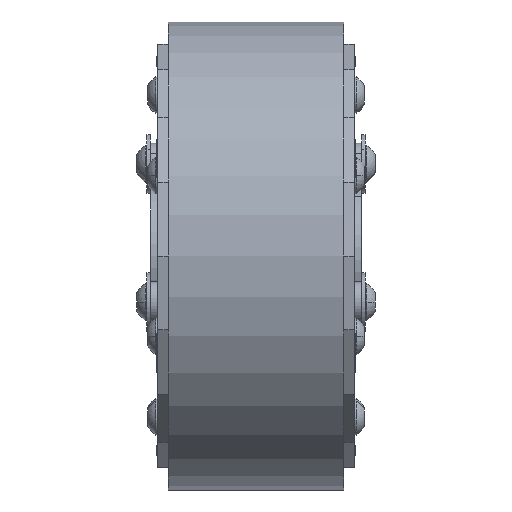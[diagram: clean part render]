
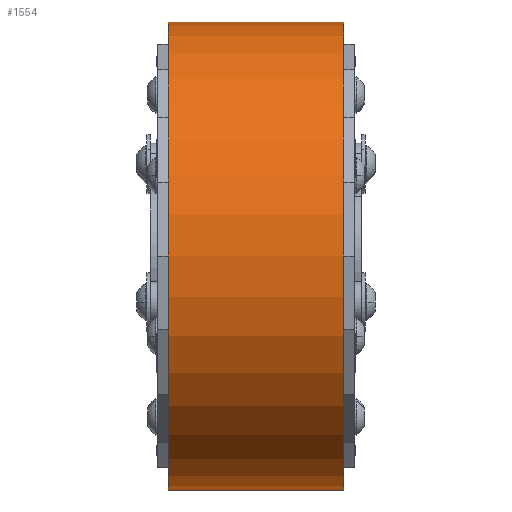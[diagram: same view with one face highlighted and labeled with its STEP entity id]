
A CAD part, left-side view. The second image highlights one B-rep face of the part: STEP entity #1554.
In plain terms, the highlighted cylindrical face has radius 50.8 mm (diameter 101.6 mm), a partial arc.
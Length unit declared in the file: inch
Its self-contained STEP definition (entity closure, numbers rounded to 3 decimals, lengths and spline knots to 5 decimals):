
#1531 = EDGE_CURVE ( 'NONE', #1574, #1536, #5378, .T. ) ;
#1536 = VERTEX_POINT ( 'NONE', #5600 ) ;
#1537 = EDGE_CURVE ( 'NONE', #1574, #1573, #5599, .T. ) ;
#1546 = EDGE_LOOP ( 'NONE', ( #1555, #1556, #1552, #1553 ) ) ;
#1552 = ORIENTED_EDGE ( 'NONE', *, *, #1531, .T. ) ;
#1553 = ORIENTED_EDGE ( 'NONE', *, *, #1569, .T. ) ;
#1554 = ADVANCED_FACE ( 'NONE', ( #5571 ), #5573, .T. ) ;
#1555 = ORIENTED_EDGE ( 'NONE', *, *, #1566, .F. ) ;
#1556 = ORIENTED_EDGE ( 'NONE', *, *, #1537, .F. ) ;
#1566 = EDGE_CURVE ( 'NONE', #1573, #1567, #5544, .T. ) ;
#1567 = VERTEX_POINT ( 'NONE', #5540 ) ;
#1569 = EDGE_CURVE ( 'NONE', #1536, #1567, #5539, .T. ) ;
#1573 = VERTEX_POINT ( 'NONE', #5534 ) ;
#1574 = VERTEX_POINT ( 'NONE', #5533 ) ;
#5377 = CARTESIAN_POINT ( 'NONE',  ( 0., 0.75, -2. ) ) ;
#5378 = LINE ( 'NONE', #5377, #5577 ) ;
#5402 = DIRECTION ( 'NONE',  ( 0., 0., -1. ) ) ;
#5403 = DIRECTION ( 'NONE',  ( 0., -1., 0. ) ) ;
#5533 = CARTESIAN_POINT ( 'NONE',  ( 0., 0.75, -2. ) ) ;
#5534 = CARTESIAN_POINT ( 'NONE',  ( 0., 0.75, 2. ) ) ;
#5535 = DIRECTION ( 'NONE',  ( 0., 0., 1. ) ) ;
#5536 = DIRECTION ( 'NONE',  ( 0., 1., 0. ) ) ;
#5537 = CARTESIAN_POINT ( 'NONE',  ( 0., -0.75, 0. ) ) ;
#5538 = AXIS2_PLACEMENT_3D ( 'NONE', #5537, #5536, #5535 ) ;
#5539 = CIRCLE ( 'NONE', #5538, 2. ) ;
#5540 = CARTESIAN_POINT ( 'NONE',  ( 0., -0.75, 2. ) ) ;
#5541 = DIRECTION ( 'NONE',  ( 0., -1., 0. ) ) ;
#5542 = VECTOR ( 'NONE', #5541, 39.37008 ) ;
#5543 = CARTESIAN_POINT ( 'NONE',  ( 0., 0.75, 2. ) ) ;
#5544 = LINE ( 'NONE', #5543, #5542 ) ;
#5569 = CARTESIAN_POINT ( 'NONE',  ( 0., 0.75, 0. ) ) ;
#5570 = AXIS2_PLACEMENT_3D ( 'NONE', #5569, #5403, #5402 ) ;
#5571 = FACE_OUTER_BOUND ( 'NONE', #1546, .T. ) ;
#5573 = CYLINDRICAL_SURFACE ( 'NONE', #5570, 2. ) ;
#5576 = DIRECTION ( 'NONE',  ( 0., -1., 0. ) ) ;
#5577 = VECTOR ( 'NONE', #5576, 39.37008 ) ;
#5595 = DIRECTION ( 'NONE',  ( 0., 0., 1. ) ) ;
#5596 = DIRECTION ( 'NONE',  ( 0., 1., 0. ) ) ;
#5597 = CARTESIAN_POINT ( 'NONE',  ( 0., 0.75, 0. ) ) ;
#5598 = AXIS2_PLACEMENT_3D ( 'NONE', #5597, #5596, #5595 ) ;
#5599 = CIRCLE ( 'NONE', #5598, 2. ) ;
#5600 = CARTESIAN_POINT ( 'NONE',  ( 0., -0.75, -2. ) ) ;
